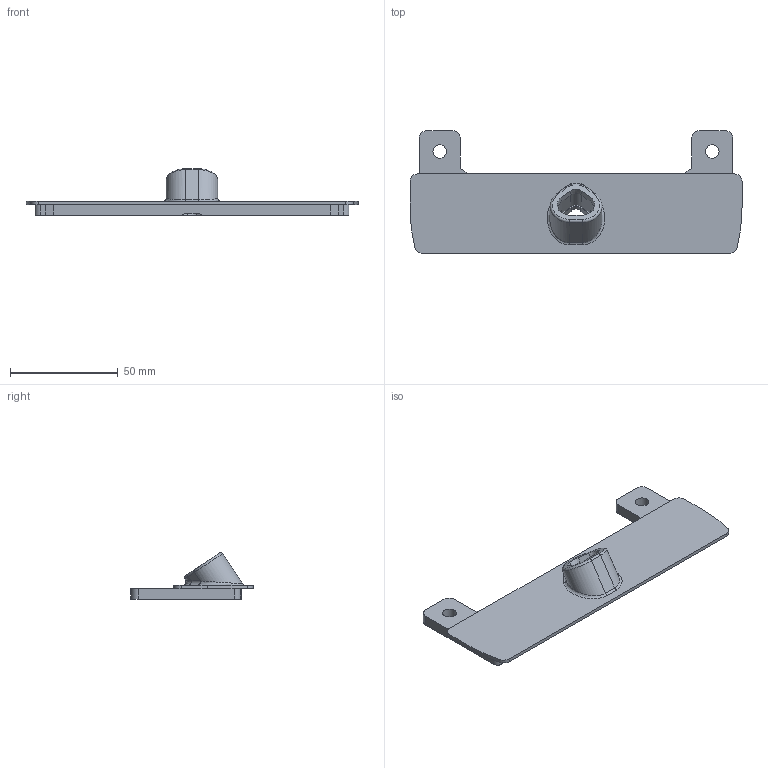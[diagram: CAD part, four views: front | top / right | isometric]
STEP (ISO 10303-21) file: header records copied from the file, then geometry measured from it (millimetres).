
FILE_DESCRIPTION(('Open CASCADE Model'),'2;1');
FILE_NAME('Open CASCADE Shape Model','2024-08-27T16:23:46',('Author'),( 'Open CASCADE'),'Open CASCADE STEP processor 7.7','Open CASCADE 7.7' ,'Unknown');
FILE_SCHEMA(('AUTOMOTIVE_DESIGN { 1 0 10303 214 1 1 1 1 }'));
Length unit declared in the file: millimetre
Products named in the file (1): Open CASCADE STEP translator 7.7 1
Bounding box: 154 x 56.8 x 21.6 mm (x, y, z)
Volume: 36527.2 mm3; surface area: 17055 mm2
Topology: 1 solids, 1 shells, 78 faces, 199 edges, 126 vertices
Faces by surface type: plane 38, cylinder 31, bspline 3, torus 3, cone 3
Full cylindrical faces by diameter (mm): 4.7 x2, 6.3 x2
Entity records: 5715 total; most frequent: CARTESIAN_POINT 1699, DIRECTION 767, LINE 458, VECTOR 458, ORIENTED_EDGE 398, PCURVE 398, DEFINITIONAL_REPRESENTATION 398, EDGE_CURVE 199
